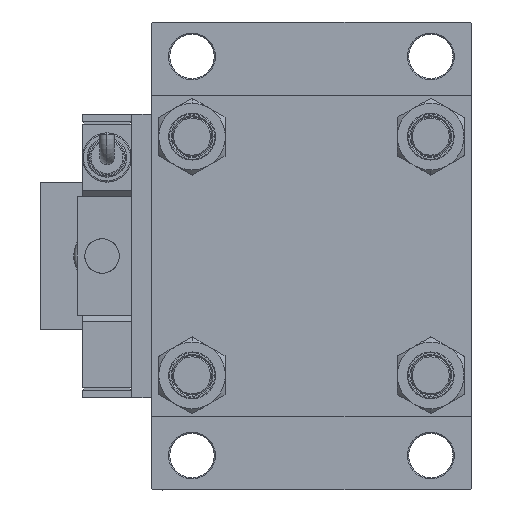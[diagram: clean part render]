
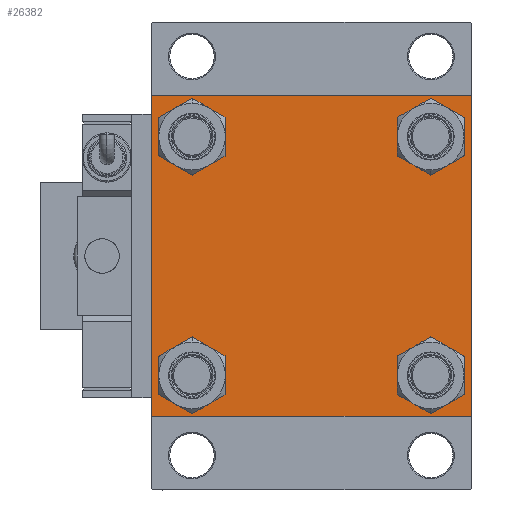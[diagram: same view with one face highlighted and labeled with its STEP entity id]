
A CAD part, left-side view. The second image highlights one B-rep face of the part: STEP entity #26382.
In plain terms, the highlighted planar face has unit normal (-1, 0, 0).
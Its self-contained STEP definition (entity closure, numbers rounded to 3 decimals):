
#41 = DIRECTION ( 'NONE',  ( 1., 0., 0. ) ) ;
#572 = EDGE_CURVE ( 'NONE', #13423, #44858, #2178, .T. ) ;
#787 = ORIENTED_EDGE ( 'NONE', *, *, #13683, .T. ) ;
#1008 = CARTESIAN_POINT ( 'NONE',  ( 0., -48.45, -48.45 ) ) ;
#1161 = DIRECTION ( 'NONE',  ( 1., 0., 0. ) ) ;
#1235 = EDGE_CURVE ( 'NONE', #36774, #40777, #45650, .T. ) ;
#2101 = DIRECTION ( 'NONE',  ( 0., 0., -1. ) ) ;
#2178 = LINE ( 'NONE', #23528, #16053 ) ;
#2239 = DIRECTION ( 'NONE',  ( 1., 0., 0. ) ) ;
#2274 = VECTOR ( 'NONE', #8639, 1000. ) ;
#2311 = CARTESIAN_POINT ( 'NONE',  ( 0., -64.75, -64.75 ) ) ;
#2997 = ORIENTED_EDGE ( 'NONE', *, *, #17531, .T. ) ;
#3674 = EDGE_LOOP ( 'NONE', ( #787, #37005 ) ) ;
#3676 = DIRECTION ( 'NONE',  ( 0., 0., 1. ) ) ;
#4829 = EDGE_CURVE ( 'NONE', #6726, #6128, #52464, .T. ) ;
#5441 = ORIENTED_EDGE ( 'NONE', *, *, #11184, .T. ) ;
#5707 = EDGE_CURVE ( 'NONE', #43130, #35660, #7638, .T. ) ;
#6128 = VERTEX_POINT ( 'NONE', #49875 ) ;
#6510 = EDGE_LOOP ( 'NONE', ( #18711, #2997 ) ) ;
#6626 = DIRECTION ( 'NONE',  ( 0., -0.707, 0.707 ) ) ;
#6635 = VERTEX_POINT ( 'NONE', #17921 ) ;
#6726 = VERTEX_POINT ( 'NONE', #18471 ) ;
#7082 = EDGE_CURVE ( 'NONE', #48114, #12114, #51048, .T. ) ;
#7092 = CARTESIAN_POINT ( 'NONE',  ( 0., 48.45, -39.95 ) ) ;
#7638 = CIRCLE ( 'NONE', #46476, 8.5 ) ;
#8187 = DIRECTION ( 'NONE',  ( 0., 0., 1. ) ) ;
#8492 = DIRECTION ( 'NONE',  ( 0., 0., 1. ) ) ;
#8639 = DIRECTION ( 'NONE',  ( 0., 0.707, 0.707 ) ) ;
#9135 = EDGE_CURVE ( 'NONE', #17707, #40777, #38132, .T. ) ;
#10728 = FACE_BOUND ( 'NONE', #6510, .T. ) ;
#11184 = EDGE_CURVE ( 'NONE', #17707, #13423, #23569, .T. ) ;
#11297 = AXIS2_PLACEMENT_3D ( 'NONE', #37390, #45743, #8187 ) ;
#11435 = VERTEX_POINT ( 'NONE', #28093 ) ;
#11670 = ORIENTED_EDGE ( 'NONE', *, *, #25824, .T. ) ;
#12067 = ORIENTED_EDGE ( 'NONE', *, *, #15820, .T. ) ;
#12114 = VERTEX_POINT ( 'NONE', #31511 ) ;
#12395 = AXIS2_PLACEMENT_3D ( 'NONE', #12551, #1161, #8492 ) ;
#12551 = CARTESIAN_POINT ( 'NONE',  ( 0., -48.45, 48.45 ) ) ;
#13095 = VECTOR ( 'NONE', #18831, 1000. ) ;
#13218 = VERTEX_POINT ( 'NONE', #33660 ) ;
#13278 = AXIS2_PLACEMENT_3D ( 'NONE', #23071, #39563, #31459 ) ;
#13355 = VECTOR ( 'NONE', #2101, 1000. ) ;
#13423 = VERTEX_POINT ( 'NONE', #19041 ) ;
#13683 = EDGE_CURVE ( 'NONE', #35660, #43130, #29450, .T. ) ;
#14532 = DIRECTION ( 'NONE',  ( 0., 0., 1. ) ) ;
#15820 = EDGE_CURVE ( 'NONE', #6635, #11435, #49312, .T. ) ;
#16053 = VECTOR ( 'NONE', #39230, 1000. ) ;
#16369 = CIRCLE ( 'NONE', #26755, 8.5 ) ;
#16381 = EDGE_CURVE ( 'NONE', #11435, #6635, #26169, .T. ) ;
#17045 = CARTESIAN_POINT ( 'NONE',  ( 0., 65., 65. ) ) ;
#17531 = EDGE_CURVE ( 'NONE', #6128, #6726, #30742, .T. ) ;
#17707 = VERTEX_POINT ( 'NONE', #22746 ) ;
#17921 = CARTESIAN_POINT ( 'NONE',  ( 0., -48.45, 39.95 ) ) ;
#18051 = VECTOR ( 'NONE', #42674, 1000. ) ;
#18471 = CARTESIAN_POINT ( 'NONE',  ( 0., -48.45, -39.95 ) ) ;
#18509 = EDGE_CURVE ( 'NONE', #36579, #52094, #16369, .T. ) ;
#18711 = ORIENTED_EDGE ( 'NONE', *, *, #4829, .T. ) ;
#18831 = DIRECTION ( 'NONE',  ( 0., -0.707, -0.707 ) ) ;
#19041 = CARTESIAN_POINT ( 'NONE',  ( 0., 65., 64.5 ) ) ;
#19447 = ORIENTED_EDGE ( 'NONE', *, *, #16381, .T. ) ;
#19748 = ORIENTED_EDGE ( 'NONE', *, *, #30219, .T. ) ;
#19896 = FACE_BOUND ( 'NONE', #41048, .T. ) ;
#22541 = ORIENTED_EDGE ( 'NONE', *, *, #1235, .T. ) ;
#22682 = EDGE_LOOP ( 'NONE', ( #35521, #11670, #39476, #39198, #46472, #22541, #47321, #5441 ) ) ;
#22745 = VECTOR ( 'NONE', #6626, 1000. ) ;
#22746 = CARTESIAN_POINT ( 'NONE',  ( 0., 64.5, 65. ) ) ;
#22882 = LINE ( 'NONE', #39371, #13095 ) ;
#23071 = CARTESIAN_POINT ( 'NONE',  ( 0., 48.45, 48.45 ) ) ;
#23162 = FACE_BOUND ( 'NONE', #28108, .T. ) ;
#23463 = AXIS2_PLACEMENT_3D ( 'NONE', #26295, #2239, #38740 ) ;
#23528 = CARTESIAN_POINT ( 'NONE',  ( 0., 65., 65. ) ) ;
#23569 = LINE ( 'NONE', #24103, #44821 ) ;
#24103 = CARTESIAN_POINT ( 'NONE',  ( 0., 64.75, 64.75 ) ) ;
#24219 = PLANE ( 'NONE',  #43351 ) ;
#24989 = DIRECTION ( 'NONE',  ( 1., 0., 0. ) ) ;
#25193 = CARTESIAN_POINT ( 'NONE',  ( 0., 48.45, 39.95 ) ) ;
#25447 = DIRECTION ( 'NONE',  ( 0., 0., 1. ) ) ;
#25824 = EDGE_CURVE ( 'NONE', #44858, #48114, #22882, .T. ) ;
#26169 = CIRCLE ( 'NONE', #12395, 8.5 ) ;
#26295 = CARTESIAN_POINT ( 'NONE',  ( 0., -48.45, 48.45 ) ) ;
#26382 = ADVANCED_FACE ( 'NONE', ( #19896, #10728, #36389, #23162, #39923 ), #24219, .T. ) ;
#26466 = CARTESIAN_POINT ( 'NONE',  ( 0., 65., -65. ) ) ;
#26696 = DIRECTION ( 'NONE',  ( 1., 0., 0. ) ) ;
#26755 = AXIS2_PLACEMENT_3D ( 'NONE', #29060, #24989, #28258 ) ;
#27622 = CARTESIAN_POINT ( 'NONE',  ( 0., -64.5, 65. ) ) ;
#27812 = ORIENTED_EDGE ( 'NONE', *, *, #18509, .T. ) ;
#28093 = CARTESIAN_POINT ( 'NONE',  ( 0., -48.45, 56.95 ) ) ;
#28108 = EDGE_LOOP ( 'NONE', ( #19748, #27812 ) ) ;
#28258 = DIRECTION ( 'NONE',  ( 0., 0., 1. ) ) ;
#29060 = CARTESIAN_POINT ( 'NONE',  ( 0., 48.45, 48.45 ) ) ;
#29188 = AXIS2_PLACEMENT_3D ( 'NONE', #1008, #26696, #14532 ) ;
#29450 = CIRCLE ( 'NONE', #11297, 8.5 ) ;
#29682 = CIRCLE ( 'NONE', #13278, 8.5 ) ;
#29759 = DIRECTION ( 'NONE',  ( 0., 0.707, -0.707 ) ) ;
#29819 = EDGE_CURVE ( 'NONE', #12114, #13218, #39096, .T. ) ;
#30219 = EDGE_CURVE ( 'NONE', #52094, #36579, #29682, .T. ) ;
#30742 = CIRCLE ( 'NONE', #49721, 8.5 ) ;
#31459 = DIRECTION ( 'NONE',  ( 0., 0., 1. ) ) ;
#31511 = CARTESIAN_POINT ( 'NONE',  ( 0., -64.5, -65. ) ) ;
#31925 = CARTESIAN_POINT ( 'NONE',  ( 0., -65., 64.5 ) ) ;
#32401 = EDGE_CURVE ( 'NONE', #36774, #13218, #38602, .T. ) ;
#33660 = CARTESIAN_POINT ( 'NONE',  ( 0., -65., -64.5 ) ) ;
#35521 = ORIENTED_EDGE ( 'NONE', *, *, #572, .T. ) ;
#35660 = VERTEX_POINT ( 'NONE', #7092 ) ;
#35944 = DIRECTION ( 'NONE',  ( 1., 0., 0. ) ) ;
#36389 = FACE_BOUND ( 'NONE', #3674, .T. ) ;
#36392 = CARTESIAN_POINT ( 'NONE',  ( 0., 65., -64.5 ) ) ;
#36579 = VERTEX_POINT ( 'NONE', #25193 ) ;
#36741 = CARTESIAN_POINT ( 'NONE',  ( 0., 48.45, -48.45 ) ) ;
#36774 = VERTEX_POINT ( 'NONE', #31925 ) ;
#37005 = ORIENTED_EDGE ( 'NONE', *, *, #5707, .T. ) ;
#37390 = CARTESIAN_POINT ( 'NONE',  ( 0., 48.45, -48.45 ) ) ;
#38132 = LINE ( 'NONE', #17045, #38741 ) ;
#38602 = LINE ( 'NONE', #51838, #13355 ) ;
#38740 = DIRECTION ( 'NONE',  ( 0., 0., 1. ) ) ;
#38741 = VECTOR ( 'NONE', #46753, 1000. ) ;
#39096 = LINE ( 'NONE', #2311, #22745 ) ;
#39198 = ORIENTED_EDGE ( 'NONE', *, *, #29819, .T. ) ;
#39230 = DIRECTION ( 'NONE',  ( 0., 0., -1. ) ) ;
#39323 = CARTESIAN_POINT ( 'NONE',  ( 0., 64.5, -65. ) ) ;
#39371 = CARTESIAN_POINT ( 'NONE',  ( 0., 64.75, -64.75 ) ) ;
#39476 = ORIENTED_EDGE ( 'NONE', *, *, #7082, .T. ) ;
#39563 = DIRECTION ( 'NONE',  ( 1., 0., 0. ) ) ;
#39655 = DIRECTION ( 'NONE',  ( -1., 0., 0. ) ) ;
#39923 = FACE_OUTER_BOUND ( 'NONE', #22682, .T. ) ;
#40600 = CARTESIAN_POINT ( 'NONE',  ( 0., 48.45, 56.95 ) ) ;
#40777 = VERTEX_POINT ( 'NONE', #27622 ) ;
#41048 = EDGE_LOOP ( 'NONE', ( #19447, #12067 ) ) ;
#41144 = CARTESIAN_POINT ( 'NONE',  ( 0., -48.45, -48.45 ) ) ;
#41349 = CARTESIAN_POINT ( 'NONE',  ( 0., -64.75, 64.75 ) ) ;
#42674 = DIRECTION ( 'NONE',  ( 0., -1., 0. ) ) ;
#43130 = VERTEX_POINT ( 'NONE', #46248 ) ;
#43351 = AXIS2_PLACEMENT_3D ( 'NONE', #52863, #39655, #3676 ) ;
#44821 = VECTOR ( 'NONE', #29759, 1000. ) ;
#44858 = VERTEX_POINT ( 'NONE', #36392 ) ;
#45650 = LINE ( 'NONE', #41349, #2274 ) ;
#45743 = DIRECTION ( 'NONE',  ( 1., 0., 0. ) ) ;
#46248 = CARTESIAN_POINT ( 'NONE',  ( 0., 48.45, -56.95 ) ) ;
#46472 = ORIENTED_EDGE ( 'NONE', *, *, #32401, .F. ) ;
#46476 = AXIS2_PLACEMENT_3D ( 'NONE', #36741, #35944, #48351 ) ;
#46753 = DIRECTION ( 'NONE',  ( 0., -1., 0. ) ) ;
#47321 = ORIENTED_EDGE ( 'NONE', *, *, #9135, .F. ) ;
#48114 = VERTEX_POINT ( 'NONE', #39323 ) ;
#48351 = DIRECTION ( 'NONE',  ( 0., 0., 1. ) ) ;
#49312 = CIRCLE ( 'NONE', #23463, 8.5 ) ;
#49721 = AXIS2_PLACEMENT_3D ( 'NONE', #41144, #41, #25447 ) ;
#49875 = CARTESIAN_POINT ( 'NONE',  ( 0., -48.45, -56.95 ) ) ;
#51048 = LINE ( 'NONE', #26466, #18051 ) ;
#51838 = CARTESIAN_POINT ( 'NONE',  ( 0., -65., 65. ) ) ;
#52094 = VERTEX_POINT ( 'NONE', #40600 ) ;
#52464 = CIRCLE ( 'NONE', #29188, 8.5 ) ;
#52863 = CARTESIAN_POINT ( 'NONE',  ( 0., 0., 0. ) ) ;
